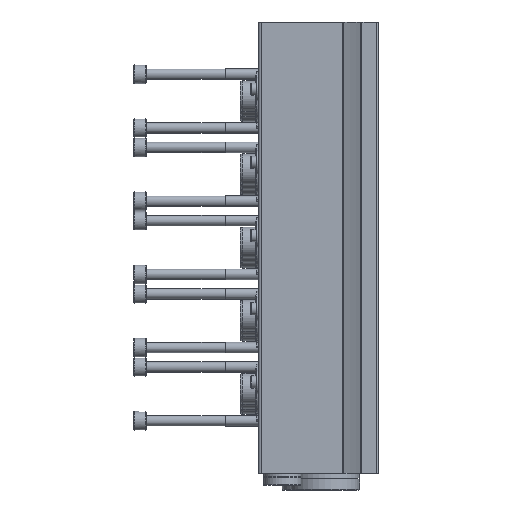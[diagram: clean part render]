
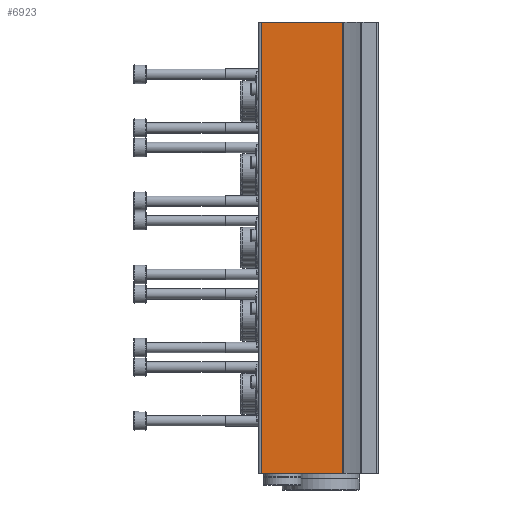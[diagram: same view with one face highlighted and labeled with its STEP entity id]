
A CAD part, left-side view. The second image highlights one B-rep face of the part: STEP entity #6923.
In plain terms, the highlighted planar face has unit normal (-1, 0, 0).
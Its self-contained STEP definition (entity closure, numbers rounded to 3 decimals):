
#247=PLANE('',#7460);
#971=ORIENTED_EDGE('',*,*,#2801,.F.);
#972=ORIENTED_EDGE('',*,*,#2800,.F.);
#973=ORIENTED_EDGE('',*,*,#2802,.T.);
#974=ORIENTED_EDGE('',*,*,#2803,.T.);
#2800=EDGE_CURVE('',#3715,#3713,#4360,.T.);
#2801=EDGE_CURVE('',#3713,#3716,#4361,.T.);
#2802=EDGE_CURVE('',#3715,#3717,#4362,.T.);
#2803=EDGE_CURVE('',#3717,#3716,#4363,.T.);
#3713=VERTEX_POINT('',#10970);
#3715=VERTEX_POINT('',#10974);
#3716=VERTEX_POINT('',#10978);
#3717=VERTEX_POINT('',#10980);
#4360=LINE('',#10975,#4846);
#4361=LINE('',#10977,#4847);
#4362=LINE('',#10979,#4848);
#4363=LINE('',#10981,#4849);
#4846=VECTOR('',#8365,1000.);
#4847=VECTOR('',#8368,1000.);
#4848=VECTOR('',#8369,1000.);
#4849=VECTOR('',#8370,1000.);
#5343=EDGE_LOOP('',(#971,#972,#973,#974));
#6066=FACE_BOUND('',#5343,.T.);
#6923=ADVANCED_FACE('',(#6066),#247,.T.);
#7460=AXIS2_PLACEMENT_3D('',#10976,#8366,#8367);
#8365=DIRECTION('',(0.,0.,1.));
#8366=DIRECTION('',(-1.,0.,0.));
#8367=DIRECTION('',(0.,0.,1.));
#8368=DIRECTION('',(0.,-1.,0.));
#8369=DIRECTION('',(0.,-1.,0.));
#8370=DIRECTION('',(0.,0.,1.));
#10970=CARTESIAN_POINT('',(-63.,44.,0.));
#10974=CARTESIAN_POINT('',(-63.,44.,-169.5));
#10975=CARTESIAN_POINT('',(-63.,44.,-169.5));
#10976=CARTESIAN_POINT('',(-63.,44.,-169.5));
#10977=CARTESIAN_POINT('',(-63.,44.,0.));
#10978=CARTESIAN_POINT('',(-63.,13.354,0.));
#10979=CARTESIAN_POINT('',(-63.,44.,-169.5));
#10980=CARTESIAN_POINT('',(-63.,13.354,-169.5));
#10981=CARTESIAN_POINT('',(-63.,13.354,-169.5));
